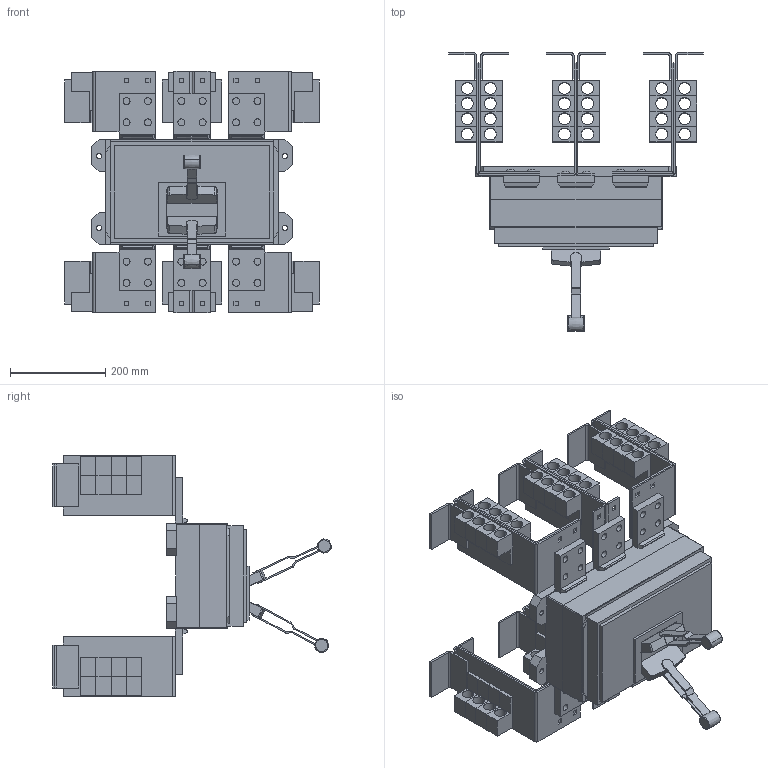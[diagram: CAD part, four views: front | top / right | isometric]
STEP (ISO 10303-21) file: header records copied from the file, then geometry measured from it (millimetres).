
FILE_DESCRIPTION(('starvars output'),'2;1');
FILE_NAME('RGF36200CU64AE1_3D.stp','10:57:45 2020/04/03',( 'Thomas Industrial Network Germany GmbH'),( 'Thomas Industrial Network Germany GmbH'),'unknown preprocess','ACIS' ,'unknown authorization');
FILE_SCHEMA(('CONFIG_CONTROL_DESIGN {UNKNOWN IMPLEMENTATION LEVEL}'));
Length unit declared in the file: millimetre
Products named in the file (1): PRODUCT_ID_1
Bounding box: 533.3 x 584.98 x 507 mm (x, y, z)
Volume: 18305749 mm3; surface area: 1703447 mm2
Topology: 1 solids, 1 shells, 1105 faces, 2926 edges, 1920 vertices
Faces by surface type: plane 789, cylinder 248, sphere 48, torus 8, cone 8, bspline 4
Entity records: 32205 total; most frequent: ORIENTED_EDGE 5852, CARTESIAN_POINT 5579, DIRECTION 4948, EDGE_CURVE 2926, VECTOR 2166, LINE 2166, VERTEX_POINT 1920, AXIS2_PLACEMENT_3D 1391
